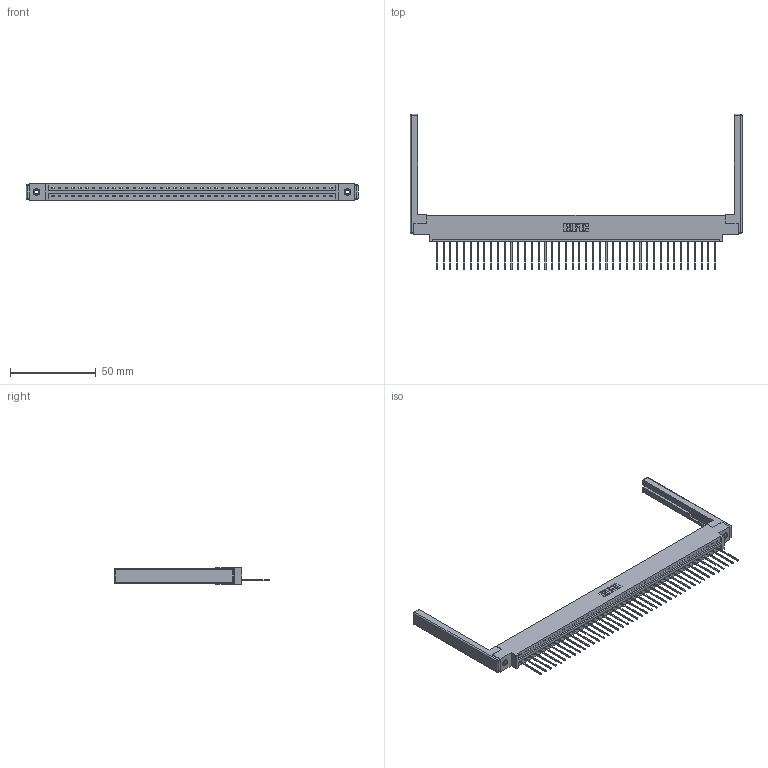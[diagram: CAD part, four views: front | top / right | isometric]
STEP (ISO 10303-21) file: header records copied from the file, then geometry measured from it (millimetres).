
FILE_DESCRIPTION (( 'STEP AP203' ), '1' );
FILE_NAME ('337-042-542-668.STEP', '2019-10-01T22:30:49', ( '' ), ( '' ), 'SwSTEP 2.0', 'SolidWorks 2016', '' );
FILE_SCHEMA (( 'CONFIG_CONTROL_DESIGN' ));
Length unit declared in the file: inch
Products named in the file (5): 345-250-001_345-250-001-102; 307-220-068; 345-292-001_345-293-142; 337 Part_0.170 Offset - 0.156 Dia-TI; 337-042-542-668
Assembly tree (47 placements, depth 2):
  337-042-542-668
    337 Part_0.170 Offset - 0.156 Dia-TI
    345-292-001_345-293-142  x42
    345-250-001_345-250-001-102  x2
    307-220-068  x2
Bounding box: 193.85 x 90.68 x 9.4 mm (x, y, z)
Volume: 24514.9 mm3; surface area: 25598.6 mm2
Topology: 47 solids, 47 shells, 2876 faces, 8609 edges, 5662 vertices
Faces by surface type: plane 2094, cylinder 758, cone 12, sphere 8, torus 4
Entity records: 34130 total; most frequent: CARTESIAN_POINT 5901, ORIENTED_EDGE 5868, DIRECTION 5040, EDGE_CURVE 2934, LINE 2756, VECTOR 2756, VERTEX_POINT 1946, AXIS2_PLACEMENT_3D 1142
